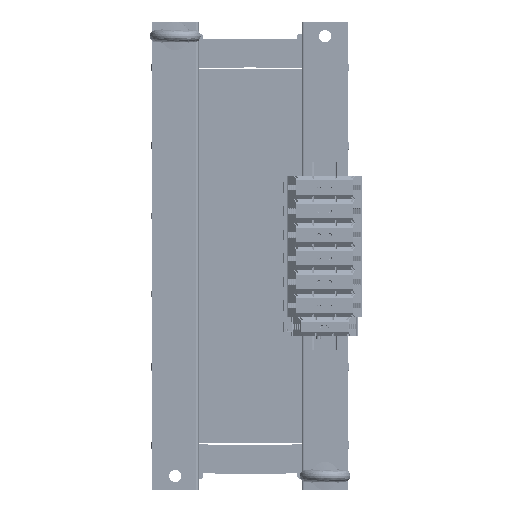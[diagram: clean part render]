
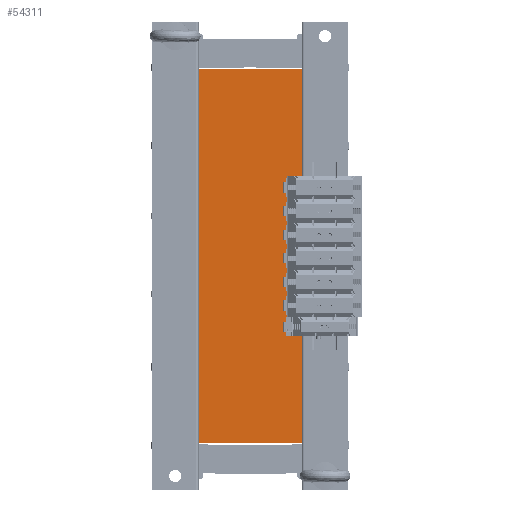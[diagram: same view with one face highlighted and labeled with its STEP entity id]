
A CAD part, left-side view. The second image highlights one B-rep face of the part: STEP entity #54311.
In plain terms, the highlighted planar face has unit normal (-1, 0, 0).
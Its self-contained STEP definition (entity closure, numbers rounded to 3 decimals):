
#6309=FACE_OUTER_BOUND('',#9354,.T.);
#9354=EDGE_LOOP('',(#36643,#36644,#36645,#36646));
#12572=LINE('',#79087,#18058);
#12580=LINE('',#79102,#18066);
#12581=LINE('',#79104,#18067);
#12582=LINE('',#79105,#18068);
#18058=VECTOR('',#63061,10.);
#18066=VECTOR('',#63073,10.);
#18067=VECTOR('',#63076,10.);
#18068=VECTOR('',#63077,10.);
#23542=VERTEX_POINT('',#79084);
#23543=VERTEX_POINT('',#79086);
#23547=VERTEX_POINT('',#79098);
#23548=VERTEX_POINT('',#79100);
#28620=EDGE_CURVE('',#23542,#23543,#12572,.T.);
#28628=EDGE_CURVE('',#23547,#23548,#12580,.T.);
#28629=EDGE_CURVE('',#23542,#23547,#12581,.T.);
#28630=EDGE_CURVE('',#23543,#23548,#12582,.T.);
#36643=ORIENTED_EDGE('',*,*,#28629,.T.);
#36644=ORIENTED_EDGE('',*,*,#28628,.T.);
#36645=ORIENTED_EDGE('',*,*,#28630,.F.);
#36646=ORIENTED_EDGE('',*,*,#28620,.F.);
#52582=PLANE('',#57734);
#54311=ADVANCED_FACE('',(#6309),#52582,.T.);
#57734=AXIS2_PLACEMENT_3D('',#79103,#63074,#63075);
#63061=DIRECTION('',(0.,1.,0.));
#63073=DIRECTION('',(0.,1.,0.));
#63074=DIRECTION('center_axis',(-1.,0.,0.));
#63075=DIRECTION('ref_axis',(0.,0.,1.));
#63076=DIRECTION('',(0.,0.,1.));
#63077=DIRECTION('',(0.,0.,1.));
#79084=CARTESIAN_POINT('',(-400.,0.,0.));
#79086=CARTESIAN_POINT('',(-400.,110.,0.));
#79087=CARTESIAN_POINT('',(-400.,0.,0.));
#79098=CARTESIAN_POINT('',(-400.,0.,400.));
#79100=CARTESIAN_POINT('',(-400.,110.,400.));
#79102=CARTESIAN_POINT('',(-400.,0.,400.));
#79103=CARTESIAN_POINT('Origin',(-400.,0.,0.));
#79104=CARTESIAN_POINT('',(-400.,0.,0.));
#79105=CARTESIAN_POINT('',(-400.,110.,0.));
